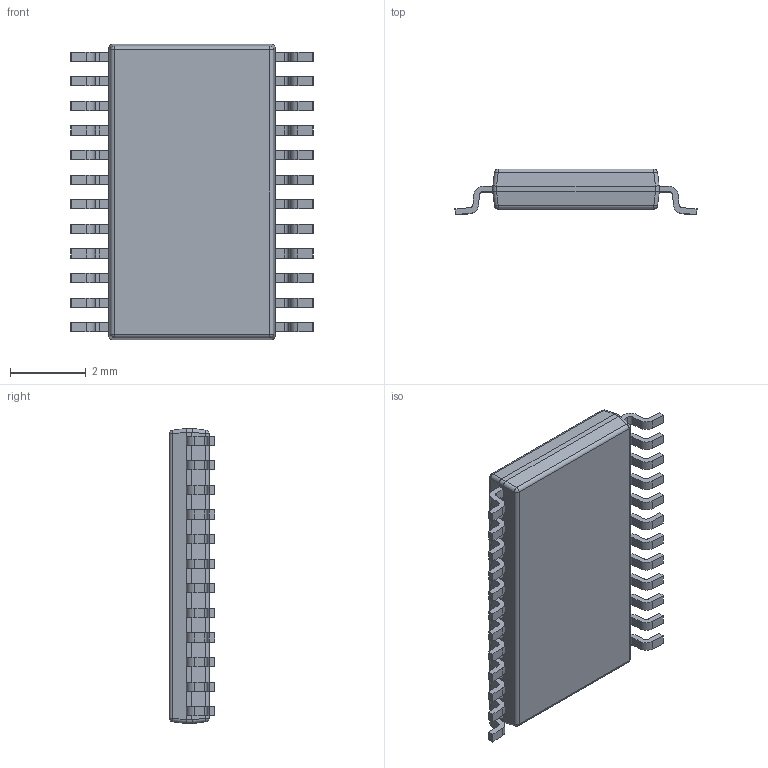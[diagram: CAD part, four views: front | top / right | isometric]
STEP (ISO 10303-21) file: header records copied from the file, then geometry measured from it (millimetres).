
FILE_DESCRIPTION (( 'STEP AP214' ), '1' );
FILE_NAME ('PW24.STEP', '2023-12-22T13:50:49', ( '' ), ( '' ), 'SwSTEP 2.0', 'SolidWorks 2021', '' );
FILE_SCHEMA (( 'AUTOMOTIVE_DESIGN' ));
Length unit declared in the file: millimetre
Products named in the file (1): PW24
Bounding box: 6.4 x 1.2 x 7.8 mm (x, y, z)
Volume: 36.6 mm3; surface area: 119 mm2
Topology: 26 solids, 26 shells, 385 faces, 980 edges, 640 vertices
Faces by surface type: plane 257, cylinder 120, sphere 8
Entity records: 11757 total; most frequent: CARTESIAN_POINT 2070, DIRECTION 1944, ORIENTED_EDGE 1944, EDGE_CURVE 972, VECTOR 724, LINE 724, VERTEX_POINT 640, AXIS2_PLACEMENT_3D 610
